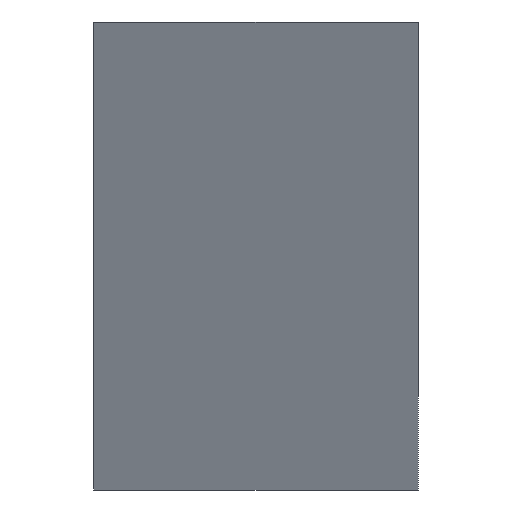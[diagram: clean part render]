
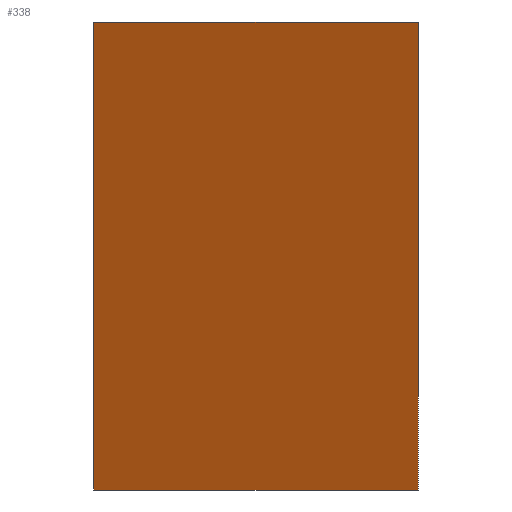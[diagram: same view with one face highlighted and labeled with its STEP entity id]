
A CAD part, left-side view. The second image highlights one B-rep face of the part: STEP entity #338.
In plain terms, the highlighted planar face has unit normal (-0.866, 0.5, 0).
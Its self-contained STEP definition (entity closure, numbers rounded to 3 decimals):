
#33=FACE_OUTER_BOUND('',#52,.T.);
#52=EDGE_LOOP('',(#287,#288,#289,#290));
#63=LINE('',#489,#106);
#85=LINE('',#531,#128);
#94=LINE('',#555,#137);
#95=LINE('',#556,#138);
#106=VECTOR('',#398,10.);
#128=VECTOR('',#432,10.);
#137=VECTOR('',#459,10.);
#138=VECTOR('',#460,10.);
#149=VERTEX_POINT('',#487);
#150=VERTEX_POINT('',#488);
#164=VERTEX_POINT('',#529);
#170=VERTEX_POINT('',#554);
#179=EDGE_CURVE('',#149,#150,#63,.T.);
#201=EDGE_CURVE('',#164,#149,#85,.T.);
#212=EDGE_CURVE('',#164,#170,#94,.T.);
#213=EDGE_CURVE('',#170,#150,#95,.T.);
#287=ORIENTED_EDGE('',*,*,#212,.T.);
#288=ORIENTED_EDGE('',*,*,#213,.T.);
#289=ORIENTED_EDGE('',*,*,#179,.F.);
#290=ORIENTED_EDGE('',*,*,#201,.F.);
#320=PLANE('',#381);
#338=ADVANCED_FACE('',(#33),#320,.T.);
#381=AXIS2_PLACEMENT_3D('',#553,#457,#458);
#398=DIRECTION('',(-0.5,-0.866,0.));
#432=DIRECTION('',(0.,0.,1.));
#457=DIRECTION('center_axis',(-0.866,0.5,0.));
#458=DIRECTION('ref_axis',(-0.5,-0.866,0.));
#459=DIRECTION('',(-0.5,-0.866,0.));
#460=DIRECTION('',(0.,0.,1.));
#487=CARTESIAN_POINT('',(20.,34.641,50.));
#488=CARTESIAN_POINT('',(0.,0.,50.));
#489=CARTESIAN_POINT('',(20.,34.641,50.));
#529=CARTESIAN_POINT('',(20.,34.641,0.));
#531=CARTESIAN_POINT('',(20.,34.641,0.));
#553=CARTESIAN_POINT('Origin',(20.,34.641,0.));
#554=CARTESIAN_POINT('',(0.,0.,0.));
#555=CARTESIAN_POINT('',(20.,34.641,0.));
#556=CARTESIAN_POINT('',(0.,0.,0.));
